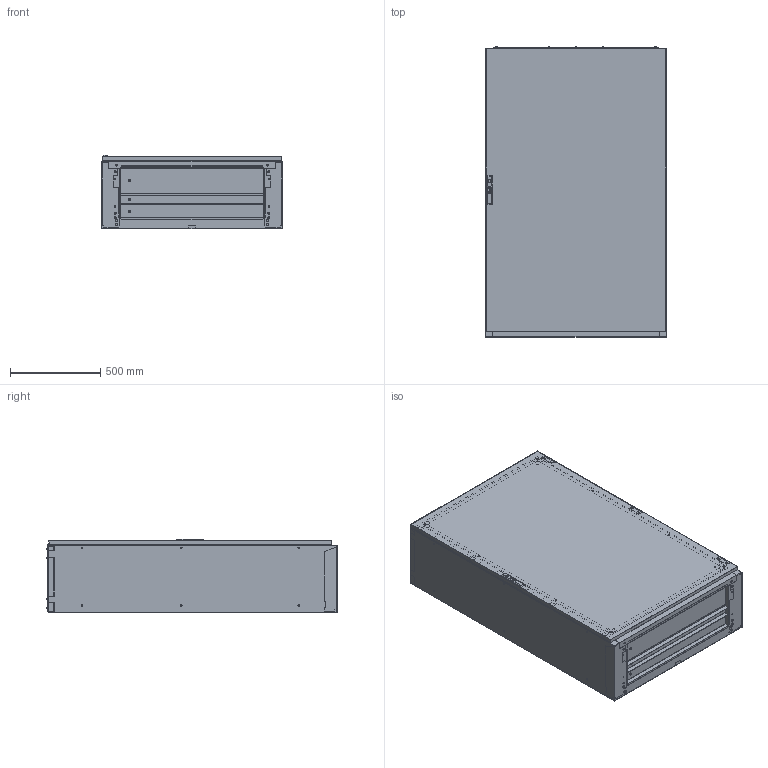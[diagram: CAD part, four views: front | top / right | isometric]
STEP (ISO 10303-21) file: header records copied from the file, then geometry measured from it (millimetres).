
FILE_DESCRIPTION (( 'STEP AP214' ), '1' );
FILE_NAME ('0370-1016-40-00.STEP', '2015-05-12T13:25:36', ( '' ), ( '' ), 'SwSTEP 2.0', 'SolidWorks 2014', '' );
FILE_SCHEMA (( 'AUTOMOTIVE_DESIGN' ));
Length unit declared in the file: millimetre
Products named in the file (13): Tuere 0395 (Modell) B1000H1600; Tragschiene unten rechts (Modell) T400; Abwicklung kpl (Modell) B1000H1600T400; 0370-1016-40-00; Bodenplatte hinten 0395 f逗 0390 (Modell) B1000; Bodenplatte mitte 0395 f逗 0390 (Modell) B1000; Bodenplatte vorne 0395 f逗 0390 (Modell) B1000; Tragschiene oben rechts (Modell) T400; Tragschiene oben links (Modell) T400; Dachwinkel vorn-hinten (Modell) B1000; Tragschiene unten links (Modell) T400; Dachplatte 0390 (Modell) B1000T400; Bodenblech vorn-hinten (Modell) B1000
Assembly tree (12 placements, depth 2):
  0370-1016-40-00
    Abwicklung kpl (Modell) B1000H1600T400
    Tragschiene unten rechts (Modell) T400
    Tuere 0395 (Modell) B1000H1600
    Bodenblech vorn-hinten (Modell) B1000
    Dachplatte 0390 (Modell) B1000T400
    Tragschiene unten links (Modell) T400
    Dachwinkel vorn-hinten (Modell) B1000
    Tragschiene oben links (Modell) T400
    Tragschiene oben rechts (Modell) T400
    Bodenplatte vorne 0395 f逗 0390 (Modell) B1000
    Bodenplatte mitte 0395 f逗 0390 (Modell) B1000
    Bodenplatte hinten 0395 f逗 0390 (Modell) B1000
Bounding box: 1000 x 1606.5 x 407.5 mm (x, y, z)
Volume: 11713066.4 mm3; surface area: 13438149.1 mm2
Topology: 18 solids, 18 shells, 2182 faces, 5841 edges, 3869 vertices
Faces by surface type: cylinder 1073, plane 1049, cone 60
Entity records: 94493 total; most frequent: DIRECTION 12420, CARTESIAN_POINT 12153, ORIENTED_EDGE 11682, EDGE_CURVE 5841, AXIS2_PLACEMENT_3D 4440, VERTEX_POINT 3869, LINE 3540, VECTOR 3540
